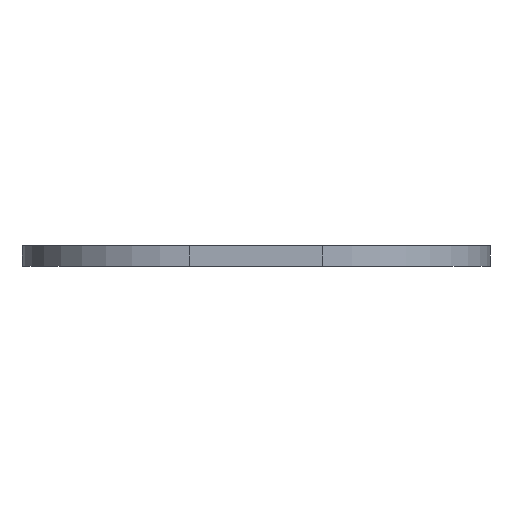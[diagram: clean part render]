
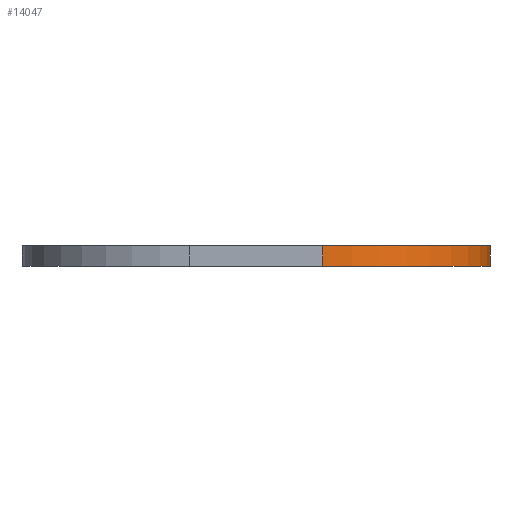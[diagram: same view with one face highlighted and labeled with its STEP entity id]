
A CAD part, left-side view. The second image highlights one B-rep face of the part: STEP entity #14047.
In plain terms, the highlighted cylindrical face has radius 25 mm (diameter 50 mm), a partial arc.
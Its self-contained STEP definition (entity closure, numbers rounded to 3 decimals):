
#1210=FACE_OUTER_BOUND('',#1858,.T.);
#1858=EDGE_LOOP('',(#11226,#11227,#11228,#11229));
#3490=LINE('',#22635,#5008);
#3491=LINE('',#22638,#5009);
#5008=VECTOR('',#18753,10.);
#5009=VECTOR('',#18756,10.);
#5436=CIRCLE('',#15128,25.);
#5437=CIRCLE('',#15129,25.);
#6720=VERTEX_POINT('',#22631);
#6721=VERTEX_POINT('',#22632);
#6722=VERTEX_POINT('',#22634);
#6723=VERTEX_POINT('',#22636);
#8650=EDGE_CURVE('',#6720,#6721,#5436,.T.);
#8651=EDGE_CURVE('',#6721,#6722,#3490,.T.);
#8652=EDGE_CURVE('',#6723,#6722,#5437,.T.);
#8653=EDGE_CURVE('',#6720,#6723,#3491,.T.);
#11226=ORIENTED_EDGE('',*,*,#8650,.T.);
#11227=ORIENTED_EDGE('',*,*,#8651,.T.);
#11228=ORIENTED_EDGE('',*,*,#8652,.F.);
#11229=ORIENTED_EDGE('',*,*,#8653,.F.);
#12756=CYLINDRICAL_SURFACE('',#15127,25.);
#14047=ADVANCED_FACE('',(#1210),#12756,.T.);
#15127=AXIS2_PLACEMENT_3D('',#22630,#18749,#18750);
#15128=AXIS2_PLACEMENT_3D('',#22633,#18751,#18752);
#15129=AXIS2_PLACEMENT_3D('',#22637,#18754,#18755);
#18749=DIRECTION('center_axis',(0.,0.,1.));
#18750=DIRECTION('ref_axis',(-1.,0.,0.));
#18751=DIRECTION('center_axis',(0.,0.,1.));
#18752=DIRECTION('ref_axis',(-1.,0.,0.));
#18753=DIRECTION('',(0.,0.,1.));
#18754=DIRECTION('center_axis',(0.,0.,1.));
#18755=DIRECTION('ref_axis',(-1.,0.,0.));
#18756=DIRECTION('',(0.,0.,1.));
#22630=CARTESIAN_POINT('Origin',(-140.,-10.,0.));
#22631=CARTESIAN_POINT('',(-165.,-10.,0.));
#22632=CARTESIAN_POINT('',(-140.,-35.,0.));
#22633=CARTESIAN_POINT('Origin',(-140.,-10.,0.));
#22634=CARTESIAN_POINT('',(-140.,-35.,3.));
#22635=CARTESIAN_POINT('',(-140.,-35.,0.));
#22636=CARTESIAN_POINT('',(-165.,-10.,3.));
#22637=CARTESIAN_POINT('Origin',(-140.,-10.,3.));
#22638=CARTESIAN_POINT('',(-165.,-10.,0.));
